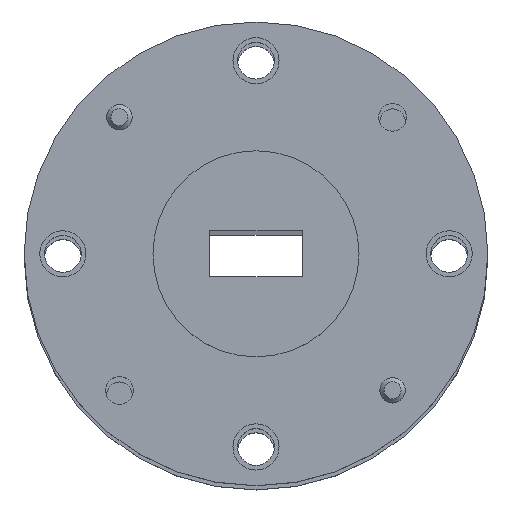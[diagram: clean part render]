
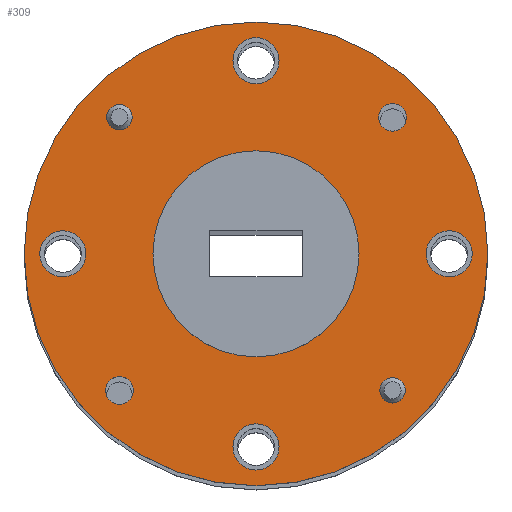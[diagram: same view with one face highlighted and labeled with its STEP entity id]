
A CAD part, top view. The second image highlights one B-rep face of the part: STEP entity #309.
In plain terms, the highlighted planar face has unit normal (0, 0, 1).
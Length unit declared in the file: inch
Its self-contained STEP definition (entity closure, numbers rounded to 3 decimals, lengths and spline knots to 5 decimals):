
#35 = CIRCLE ( 'NONE', #1267, 0.0335 ) ;
#42 = CARTESIAN_POINT ( 'NONE',  ( 0., -0.4685, 0. ) ) ;
#60 = DIRECTION ( 'NONE',  ( 1., 0., 0. ) ) ;
#136 = CIRCLE ( 'NONE', #1905, 0.056 ) ;
#144 = EDGE_LOOP ( 'NONE', ( #917 ) ) ;
#161 = EDGE_LOOP ( 'NONE', ( #481 ) ) ;
#230 = AXIS2_PLACEMENT_3D ( 'NONE', #1871, #1051, #1390 ) ;
#245 = EDGE_LOOP ( 'NONE', ( #1136 ) ) ;
#260 = FACE_BOUND ( 'NONE', #2062, .T. ) ;
#264 = CARTESIAN_POINT ( 'NONE',  ( 0.33128, -0.33128, 0. ) ) ;
#299 = CARTESIAN_POINT ( 'NONE',  ( 0.5245, 0., 0. ) ) ;
#306 = CARTESIAN_POINT ( 'NONE',  ( 0.36478, 0.33128, 0. ) ) ;
#309 = ADVANCED_FACE ( 'NONE', ( #502, #425, #2126, #887, #260, #375, #2075, #316, #1246, #449 ), #855, .T. ) ;
#316 = FACE_BOUND ( 'NONE', #1135, .T. ) ;
#326 = VERTEX_POINT ( 'NONE', #1781 ) ;
#373 = DIRECTION ( 'NONE',  ( 1., 0., 0. ) ) ;
#375 = FACE_BOUND ( 'NONE', #612, .T. ) ;
#392 = EDGE_LOOP ( 'NONE', ( #819 ) ) ;
#402 = VERTEX_POINT ( 'NONE', #778 ) ;
#411 = EDGE_CURVE ( 'NONE', #1399, #1399, #809, .T. ) ;
#425 = FACE_BOUND ( 'NONE', #392, .T. ) ;
#449 = FACE_OUTER_BOUND ( 'NONE', #161, .T. ) ;
#481 = ORIENTED_EDGE ( 'NONE', *, *, #411, .T. ) ;
#502 = FACE_BOUND ( 'NONE', #936, .T. ) ;
#564 = EDGE_CURVE ( 'NONE', #402, #402, #1567, .T. ) ;
#576 = CARTESIAN_POINT ( 'NONE',  ( 0.4685, 0., 0. ) ) ;
#594 = VERTEX_POINT ( 'NONE', #1446 ) ;
#612 = EDGE_LOOP ( 'NONE', ( #679 ) ) ;
#654 = AXIS2_PLACEMENT_3D ( 'NONE', #576, #1726, #1709 ) ;
#660 = CIRCLE ( 'NONE', #1556, 0.25 ) ;
#678 = EDGE_CURVE ( 'NONE', #1120, #1120, #1734, .T. ) ;
#679 = ORIENTED_EDGE ( 'NONE', *, *, #1831, .F. ) ;
#703 = DIRECTION ( 'NONE',  ( 0., 0., 1. ) ) ;
#743 = DIRECTION ( 'NONE',  ( 0., 0., 1. ) ) ;
#760 = AXIS2_PLACEMENT_3D ( 'NONE', #1540, #873, #1040 ) ;
#778 = CARTESIAN_POINT ( 'NONE',  ( 0.36203, -0.33128, 0. ) ) ;
#779 = DIRECTION ( 'NONE',  ( 0., 0., 1. ) ) ;
#809 = CIRCLE ( 'NONE', #230, 0.5625 ) ;
#819 = ORIENTED_EDGE ( 'NONE', *, *, #1911, .F. ) ;
#820 = VERTEX_POINT ( 'NONE', #1966 ) ;
#842 = DIRECTION ( 'NONE',  ( 1., 0., 0. ) ) ;
#855 = PLANE ( 'NONE',  #1722 ) ;
#860 = CARTESIAN_POINT ( 'NONE',  ( 0.33128, 0.33128, 0. ) ) ;
#865 = EDGE_LOOP ( 'NONE', ( #1420 ) ) ;
#873 = DIRECTION ( 'NONE',  ( 0., 0., 1. ) ) ;
#887 = FACE_BOUND ( 'NONE', #865, .T. ) ;
#917 = ORIENTED_EDGE ( 'NONE', *, *, #1289, .F. ) ;
#936 = EDGE_LOOP ( 'NONE', ( #2065 ) ) ;
#1004 = VERTEX_POINT ( 'NONE', #1118 ) ;
#1029 = DIRECTION ( 'NONE',  ( 1., 0., 0. ) ) ;
#1040 = DIRECTION ( 'NONE',  ( 1., 0., 0. ) ) ;
#1051 = DIRECTION ( 'NONE',  ( 0., 0., 1. ) ) ;
#1089 = CIRCLE ( 'NONE', #1293, 0.056 ) ;
#1118 = CARTESIAN_POINT ( 'NONE',  ( 0.25, 0., 0. ) ) ;
#1120 = VERTEX_POINT ( 'NONE', #1283 ) ;
#1135 = EDGE_LOOP ( 'NONE', ( #1803 ) ) ;
#1136 = ORIENTED_EDGE ( 'NONE', *, *, #1573, .F. ) ;
#1190 = DIRECTION ( 'NONE',  ( 1., 0., 0. ) ) ;
#1195 = CIRCLE ( 'NONE', #760, 0.03075 ) ;
#1231 = DIRECTION ( 'NONE',  ( 1., 0., 0. ) ) ;
#1233 = EDGE_CURVE ( 'NONE', #1004, #1004, #660, .T. ) ;
#1246 = FACE_BOUND ( 'NONE', #1554, .T. ) ;
#1267 = AXIS2_PLACEMENT_3D ( 'NONE', #1738, #1723, #1231 ) ;
#1272 = EDGE_CURVE ( 'NONE', #1366, #1366, #1089, .T. ) ;
#1283 = CARTESIAN_POINT ( 'NONE',  ( -0.4125, 0., 0. ) ) ;
#1289 = EDGE_CURVE ( 'NONE', #1335, #1335, #2051, .T. ) ;
#1293 = AXIS2_PLACEMENT_3D ( 'NONE', #42, #1694, #373 ) ;
#1335 = VERTEX_POINT ( 'NONE', #306 ) ;
#1366 = VERTEX_POINT ( 'NONE', #1436 ) ;
#1387 = DIRECTION ( 'NONE',  ( 0., 0., 1. ) ) ;
#1390 = DIRECTION ( 'NONE',  ( 1., 0., 0. ) ) ;
#1399 = VERTEX_POINT ( 'NONE', #1460 ) ;
#1420 = ORIENTED_EDGE ( 'NONE', *, *, #1272, .F. ) ;
#1436 = CARTESIAN_POINT ( 'NONE',  ( 0.056, -0.4685, 0. ) ) ;
#1442 = EDGE_CURVE ( 'NONE', #820, #820, #35, .T. ) ;
#1444 = CARTESIAN_POINT ( 'NONE',  ( -0.4685, 0., 0. ) ) ;
#1446 = CARTESIAN_POINT ( 'NONE',  ( 0.056, 0.4685, 0. ) ) ;
#1460 = CARTESIAN_POINT ( 'NONE',  ( 0.5625, 0., 0. ) ) ;
#1502 = ORIENTED_EDGE ( 'NONE', *, *, #678, .F. ) ;
#1523 = AXIS2_PLACEMENT_3D ( 'NONE', #860, #1536, #1190 ) ;
#1536 = DIRECTION ( 'NONE',  ( 0., 0., 1. ) ) ;
#1540 = CARTESIAN_POINT ( 'NONE',  ( -0.33128, 0.33128, 0. ) ) ;
#1554 = EDGE_LOOP ( 'NONE', ( #1987 ) ) ;
#1556 = AXIS2_PLACEMENT_3D ( 'NONE', #2044, #1387, #60 ) ;
#1567 = CIRCLE ( 'NONE', #1654, 0.03075 ) ;
#1573 = EDGE_CURVE ( 'NONE', #594, #594, #136, .T. ) ;
#1626 = DIRECTION ( 'NONE',  ( 1., 0., 0. ) ) ;
#1654 = AXIS2_PLACEMENT_3D ( 'NONE', #264, #743, #2082 ) ;
#1694 = DIRECTION ( 'NONE',  ( 0., 0., 1. ) ) ;
#1700 = VERTEX_POINT ( 'NONE', #299 ) ;
#1709 = DIRECTION ( 'NONE',  ( 1., 0., 0. ) ) ;
#1722 = AXIS2_PLACEMENT_3D ( 'NONE', #1835, #703, #1029 ) ;
#1723 = DIRECTION ( 'NONE',  ( 0., 0., 1. ) ) ;
#1726 = DIRECTION ( 'NONE',  ( 0., 0., 1. ) ) ;
#1734 = CIRCLE ( 'NONE', #2038, 0.056 ) ;
#1738 = CARTESIAN_POINT ( 'NONE',  ( -0.33128, -0.33128, 0. ) ) ;
#1781 = CARTESIAN_POINT ( 'NONE',  ( -0.30053, 0.33128, 0. ) ) ;
#1803 = ORIENTED_EDGE ( 'NONE', *, *, #1442, .F. ) ;
#1831 = EDGE_CURVE ( 'NONE', #1700, #1700, #1942, .T. ) ;
#1835 = CARTESIAN_POINT ( 'NONE',  ( 0., 0., 0. ) ) ;
#1871 = CARTESIAN_POINT ( 'NONE',  ( 0., 0., 0. ) ) ;
#1905 = AXIS2_PLACEMENT_3D ( 'NONE', #2142, #1969, #842 ) ;
#1911 = EDGE_CURVE ( 'NONE', #326, #326, #1195, .T. ) ;
#1942 = CIRCLE ( 'NONE', #654, 0.056 ) ;
#1966 = CARTESIAN_POINT ( 'NONE',  ( -0.29778, -0.33128, 0. ) ) ;
#1969 = DIRECTION ( 'NONE',  ( 0., 0., 1. ) ) ;
#1987 = ORIENTED_EDGE ( 'NONE', *, *, #1233, .F. ) ;
#2038 = AXIS2_PLACEMENT_3D ( 'NONE', #1444, #779, #1626 ) ;
#2044 = CARTESIAN_POINT ( 'NONE',  ( 0., 0., 0. ) ) ;
#2051 = CIRCLE ( 'NONE', #1523, 0.0335 ) ;
#2062 = EDGE_LOOP ( 'NONE', ( #1502 ) ) ;
#2065 = ORIENTED_EDGE ( 'NONE', *, *, #564, .F. ) ;
#2075 = FACE_BOUND ( 'NONE', #144, .T. ) ;
#2082 = DIRECTION ( 'NONE',  ( 1., 0., 0. ) ) ;
#2126 = FACE_BOUND ( 'NONE', #245, .T. ) ;
#2142 = CARTESIAN_POINT ( 'NONE',  ( 0., 0.4685, 0. ) ) ;
